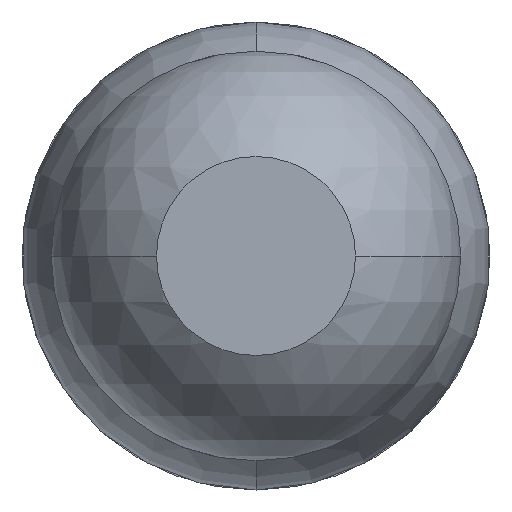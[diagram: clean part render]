
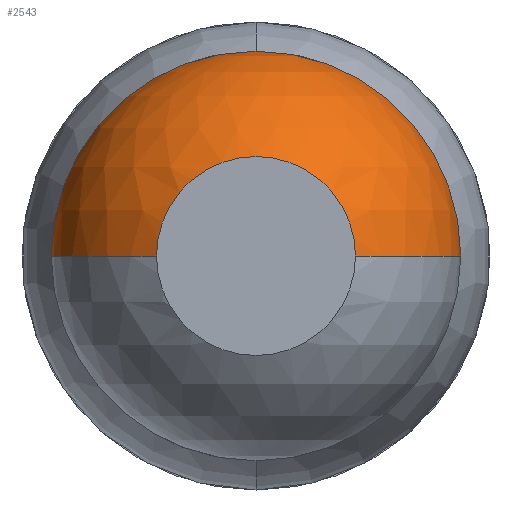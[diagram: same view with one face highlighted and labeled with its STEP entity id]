
A CAD part, front view. The second image highlights one B-rep face of the part: STEP entity #2543.
In plain terms, the highlighted spherical face has radius 0.35 mm.
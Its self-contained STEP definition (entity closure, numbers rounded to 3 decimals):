
#165 = CARTESIAN_POINT ( 'NONE',  ( -0.17, -14., 0. ) ) ;
#207 = VERTEX_POINT ( 'NONE', #901 ) ;
#221 = DIRECTION ( 'NONE',  ( 0., -1., 0. ) ) ;
#245 = AXIS2_PLACEMENT_3D ( 'NONE', #719, #1754, #3102 ) ;
#391 = ORIENTED_EDGE ( 'NONE', *, *, #1271, .F. ) ;
#456 = CIRCLE ( 'NONE', #3123, 0.35 ) ;
#459 = DIRECTION ( 'NONE',  ( 0., -1., 0. ) ) ;
#496 = FACE_OUTER_BOUND ( 'NONE', #1039, .T. ) ;
#553 = CARTESIAN_POINT ( 'NONE',  ( 0.17, -14., 0. ) ) ;
#719 = CARTESIAN_POINT ( 'NONE',  ( 0., -13.694, 0. ) ) ;
#722 = AXIS2_PLACEMENT_3D ( 'NONE', #3365, #221, #2343 ) ;
#728 = EDGE_CURVE ( 'Defeature ausgef�hrt1_9+Defeature ausgef�hrt1_4+Defeature ausgef�hrt1_4+Defeature ausgef�hrt1_4', #3342, #207, #2394, .T. ) ;
#739 = CARTESIAN_POINT ( 'NONE',  ( 0., -13.694, 0. ) ) ;
#784 = CIRCLE ( 'NONE', #1310, 0.35 ) ;
#844 = CARTESIAN_POINT ( 'NONE',  ( 0., -13.694, 0. ) ) ;
#901 = CARTESIAN_POINT ( 'NONE',  ( 0., -14., 0.17 ) ) ;
#981 = DIRECTION ( 'NONE',  ( 1., 0., 0. ) ) ;
#987 = ORIENTED_EDGE ( 'NONE', *, *, #1816, .F. ) ;
#1039 = EDGE_LOOP ( 'NONE', ( #987, #391, #2680, #1085, #2489, #3041 ) ) ;
#1085 = ORIENTED_EDGE ( 'NONE', *, *, #2335, .T. ) ;
#1236 = CARTESIAN_POINT ( 'NONE',  ( 0.35, -13.694, 0. ) ) ;
#1265 = CIRCLE ( 'NONE', #2220, 0.17 ) ;
#1271 = EDGE_CURVE ( 'Defeature ausgef�hrt1_9+Defeature ausgef�hrt1_4+Defeature ausgef�hrt1_4+Defeature ausgef�hrt1_4', #207, #1681, #1265, .T. ) ;
#1310 = AXIS2_PLACEMENT_3D ( 'NONE', #1511, #3346, #2336 ) ;
#1447 = CIRCLE ( 'NONE', #245, 0.35 ) ;
#1467 = CARTESIAN_POINT ( 'NONE',  ( -0.35, -13.694, 0. ) ) ;
#1511 = CARTESIAN_POINT ( 'NONE',  ( 0., -13.694, 0. ) ) ;
#1544 = DIRECTION ( 'NONE',  ( 0., 0., 1. ) ) ;
#1612 = CIRCLE ( 'NONE', #2044, 0.35 ) ;
#1681 = VERTEX_POINT ( 'NONE', #165 ) ;
#1754 = DIRECTION ( 'NONE',  ( 0., 1., 0. ) ) ;
#1816 = EDGE_CURVE ( 'NONE', #1681, #3116, #784, .T. ) ;
#1825 = DIRECTION ( 'NONE',  ( 0., 0., -1. ) ) ;
#1884 = DIRECTION ( 'NONE',  ( 0., 0., 1. ) ) ;
#1912 = AXIS2_PLACEMENT_3D ( 'NONE', #2180, #2957, #3192 ) ;
#1989 = VERTEX_POINT ( 'NONE', #3383 ) ;
#2044 = AXIS2_PLACEMENT_3D ( 'NONE', #844, #2176, #1884 ) ;
#2055 = CARTESIAN_POINT ( 'NONE',  ( 0., -14., 0. ) ) ;
#2176 = DIRECTION ( 'NONE',  ( 0., 1., 0. ) ) ;
#2180 = CARTESIAN_POINT ( 'NONE',  ( 0., -13.694, 0. ) ) ;
#2220 = AXIS2_PLACEMENT_3D ( 'NONE', #2055, #459, #1825 ) ;
#2327 = SPHERICAL_SURFACE ( 'NONE', #1912, 0.35 ) ;
#2335 = EDGE_CURVE ( 'NONE', #3342, #3179, #456, .T. ) ;
#2336 = DIRECTION ( 'NONE',  ( -1., 0., 0. ) ) ;
#2343 = DIRECTION ( 'NONE',  ( 0., 0., -1. ) ) ;
#2394 = CIRCLE ( 'NONE', #722, 0.17 ) ;
#2489 = ORIENTED_EDGE ( 'NONE', *, *, #2682, .F. ) ;
#2543 = ADVANCED_FACE ( 'Defeature ausgef�hrt1_4', ( #496 ), #2327, .T. ) ;
#2680 = ORIENTED_EDGE ( 'NONE', *, *, #728, .F. ) ;
#2682 = EDGE_CURVE ( 'Defeature ausgef�hrt1_3+Defeature ausgef�hrt1_4+Defeature ausgef�hrt1_4+Defeature ausgef�hrt1_4', #1989, #3179, #1612, .T. ) ;
#2768 = EDGE_CURVE ( 'Defeature ausgef�hrt1_3+Defeature ausgef�hrt1_4+Defeature ausgef�hrt1_4+Defeature ausgef�hrt1_4', #3116, #1989, #1447, .T. ) ;
#2957 = DIRECTION ( 'NONE',  ( 0., 0., -1. ) ) ;
#3041 = ORIENTED_EDGE ( 'NONE', *, *, #2768, .F. ) ;
#3102 = DIRECTION ( 'NONE',  ( 0., 0., 1. ) ) ;
#3116 = VERTEX_POINT ( 'NONE', #1467 ) ;
#3123 = AXIS2_PLACEMENT_3D ( 'NONE', #739, #1544, #981 ) ;
#3179 = VERTEX_POINT ( 'NONE', #1236 ) ;
#3192 = DIRECTION ( 'NONE',  ( 1., 0., 0. ) ) ;
#3342 = VERTEX_POINT ( 'NONE', #553 ) ;
#3346 = DIRECTION ( 'NONE',  ( 0., 0., -1. ) ) ;
#3365 = CARTESIAN_POINT ( 'NONE',  ( 0., -14., 0. ) ) ;
#3383 = CARTESIAN_POINT ( 'NONE',  ( 0., -13.694, 0.35 ) ) ;
